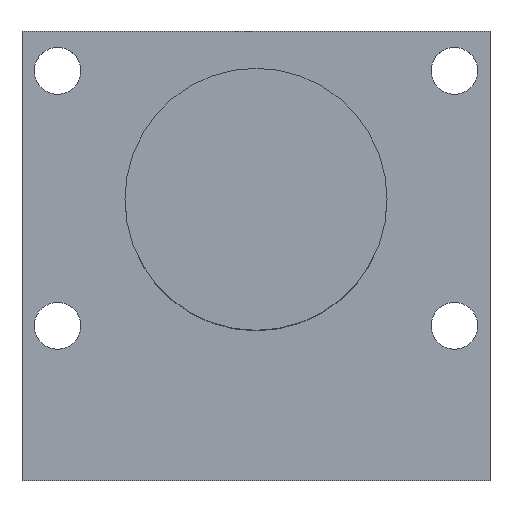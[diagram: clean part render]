
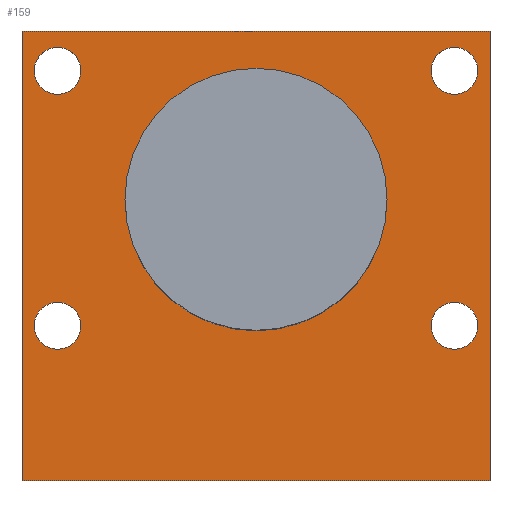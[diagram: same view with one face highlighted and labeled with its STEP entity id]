
A CAD part, top view. The second image highlights one B-rep face of the part: STEP entity #159.
In plain terms, the highlighted planar face has unit normal (0, 0, 1).
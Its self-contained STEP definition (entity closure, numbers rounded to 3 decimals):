
#42 = VERTEX_POINT('',#43);
#43 = CARTESIAN_POINT('',(-7.15,3.1,1.5));
#58 = VERTEX_POINT('',#59);
#59 = CARTESIAN_POINT('',(-7.15,27.1,1.5));
#65 = EDGE_CURVE('',#42,#58,#66,.T.);
#66 = LINE('',#67,#68);
#67 = CARTESIAN_POINT('',(-7.15,3.1,1.5));
#68 = VECTOR('',#69,1.);
#69 = DIRECTION('',(0.,1.,0.));
#88 = EDGE_CURVE('',#58,#89,#91,.T.);
#89 = VERTEX_POINT('',#90);
#90 = CARTESIAN_POINT('',(17.85,27.1,1.5));
#91 = LINE('',#92,#93);
#92 = CARTESIAN_POINT('',(-7.15,27.1,1.5));
#93 = VECTOR('',#94,1.);
#94 = DIRECTION('',(1.,0.,0.));
#119 = EDGE_CURVE('',#42,#120,#122,.T.);
#120 = VERTEX_POINT('',#121);
#121 = CARTESIAN_POINT('',(17.85,3.1,1.5));
#122 = LINE('',#123,#124);
#123 = CARTESIAN_POINT('',(-7.15,3.1,1.5));
#124 = VECTOR('',#125,1.);
#125 = DIRECTION('',(1.,0.,0.));
#149 = EDGE_CURVE('',#120,#89,#150,.T.);
#150 = LINE('',#151,#152);
#151 = CARTESIAN_POINT('',(17.85,3.1,1.5));
#152 = VECTOR('',#153,1.);
#153 = DIRECTION('',(0.,1.,0.));
#159 = ADVANCED_FACE('',(#160,#166,#177,#188,#199,#210),#221,.T.);
#160 = FACE_BOUND('',#161,.T.);
#161 = EDGE_LOOP('',(#162,#163,#164,#165));
#162 = ORIENTED_EDGE('',*,*,#65,.F.);
#163 = ORIENTED_EDGE('',*,*,#119,.T.);
#164 = ORIENTED_EDGE('',*,*,#149,.T.);
#165 = ORIENTED_EDGE('',*,*,#88,.F.);
#166 = FACE_BOUND('',#167,.T.);
#167 = EDGE_LOOP('',(#168));
#168 = ORIENTED_EDGE('',*,*,#169,.F.);
#169 = EDGE_CURVE('',#170,#170,#172,.T.);
#170 = VERTEX_POINT('',#171);
#171 = CARTESIAN_POINT('',(-4.,11.367,1.5));
#172 = CIRCLE('',#173,1.25);
#173 = AXIS2_PLACEMENT_3D('',#174,#175,#176);
#174 = CARTESIAN_POINT('',(-5.25,11.367,1.5));
#175 = DIRECTION('',(0.,0.,1.));
#176 = DIRECTION('',(1.,0.,0.));
#177 = FACE_BOUND('',#178,.T.);
#178 = EDGE_LOOP('',(#179));
#179 = ORIENTED_EDGE('',*,*,#180,.T.);
#180 = EDGE_CURVE('',#181,#181,#183,.T.);
#181 = VERTEX_POINT('',#182);
#182 = CARTESIAN_POINT('',(12.35,18.1,1.5));
#183 = CIRCLE('',#184,7.);
#184 = AXIS2_PLACEMENT_3D('',#185,#186,#187);
#185 = CARTESIAN_POINT('',(5.35,18.1,1.5));
#186 = DIRECTION('',(0.,0.,-1.));
#187 = DIRECTION('',(1.,0.,0.));
#188 = FACE_BOUND('',#189,.T.);
#189 = EDGE_LOOP('',(#190));
#190 = ORIENTED_EDGE('',*,*,#191,.F.);
#191 = EDGE_CURVE('',#192,#192,#194,.T.);
#192 = VERTEX_POINT('',#193);
#193 = CARTESIAN_POINT('',(17.2,11.367,1.5));
#194 = CIRCLE('',#195,1.25);
#195 = AXIS2_PLACEMENT_3D('',#196,#197,#198);
#196 = CARTESIAN_POINT('',(15.95,11.367,1.5));
#197 = DIRECTION('',(0.,0.,1.));
#198 = DIRECTION('',(1.,0.,0.));
#199 = FACE_BOUND('',#200,.T.);
#200 = EDGE_LOOP('',(#201));
#201 = ORIENTED_EDGE('',*,*,#202,.F.);
#202 = EDGE_CURVE('',#203,#203,#205,.T.);
#203 = VERTEX_POINT('',#204);
#204 = CARTESIAN_POINT('',(-4.,24.987,1.5));
#205 = CIRCLE('',#206,1.25);
#206 = AXIS2_PLACEMENT_3D('',#207,#208,#209);
#207 = CARTESIAN_POINT('',(-5.25,24.987,1.5));
#208 = DIRECTION('',(0.,0.,1.));
#209 = DIRECTION('',(1.,0.,0.));
#210 = FACE_BOUND('',#211,.T.);
#211 = EDGE_LOOP('',(#212));
#212 = ORIENTED_EDGE('',*,*,#213,.F.);
#213 = EDGE_CURVE('',#214,#214,#216,.T.);
#214 = VERTEX_POINT('',#215);
#215 = CARTESIAN_POINT('',(17.2,24.987,1.5));
#216 = CIRCLE('',#217,1.25);
#217 = AXIS2_PLACEMENT_3D('',#218,#219,#220);
#218 = CARTESIAN_POINT('',(15.95,24.987,1.5));
#219 = DIRECTION('',(0.,0.,1.));
#220 = DIRECTION('',(1.,0.,0.));
#221 = PLANE('',#222);
#222 = AXIS2_PLACEMENT_3D('',#223,#224,#225);
#223 = CARTESIAN_POINT('',(-7.15,3.1,1.5));
#224 = DIRECTION('',(0.,0.,1.));
#225 = DIRECTION('',(1.,0.,0.));
